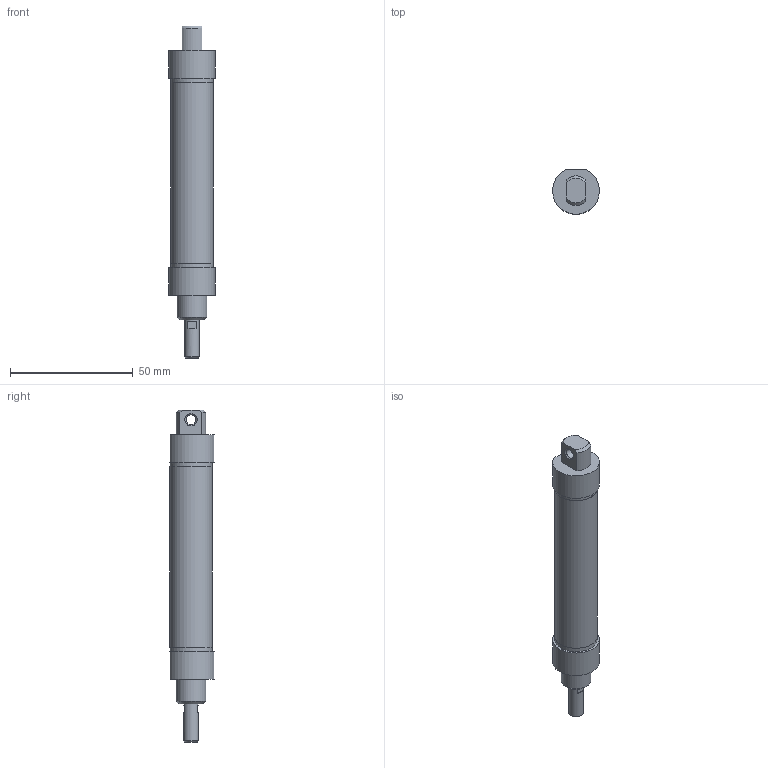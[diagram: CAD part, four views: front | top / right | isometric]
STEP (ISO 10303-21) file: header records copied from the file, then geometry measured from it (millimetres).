
FILE_DESCRIPTION(( 'M400.16.50M-R1.stp' ), '1');
FILE_NAME( 'M400.16.50M-R1.stp', '2019-05-24T11:44:12',( 'Sopra'),('sopra-pneumatic.com'), 'SwSTEP 2.0','SolidWorks 2009','' );
FILE_SCHEMA(('AUTOMOTIVE_DESIGN { 1 0 10303 214 1 1 1 1 }'));
Length unit declared in the file: millimetre
Products named in the file (1): Parte1
Bounding box: 18.95 x 18.1 x 135 mm (x, y, z)
Volume: 17046.8 mm3; surface area: 14435.6 mm2
Topology: 1 solids, 11 shells, 130 faces, 259 edges, 162 vertices
Faces by surface type: plane 48, cylinder 41, cone 38, torus 3
Full cylindrical faces by diameter (mm): 1.1 x1, 4 x1, 4.134 x3, 5 x1, 6 x3, 6.393 x1, 6.5 x1, 8 x2, 8.1 x1, 9 x2, 10 x2, 12 x1, 14.5 x2, 15.251 x1, 15.5 x3, 15.957 x1, 16 x6, 17.2 x2, 17.27 x1
Entity records: 3115 total; most frequent: DIRECTION 544, CARTESIAN_POINT 513, ORIENTED_EDGE 330, AXIS2_PLACEMENT_3D 254, EDGE_LOOP 240, EDGE_CURVE 165, VERTEX_POINT 143, STYLED_ITEM 131
